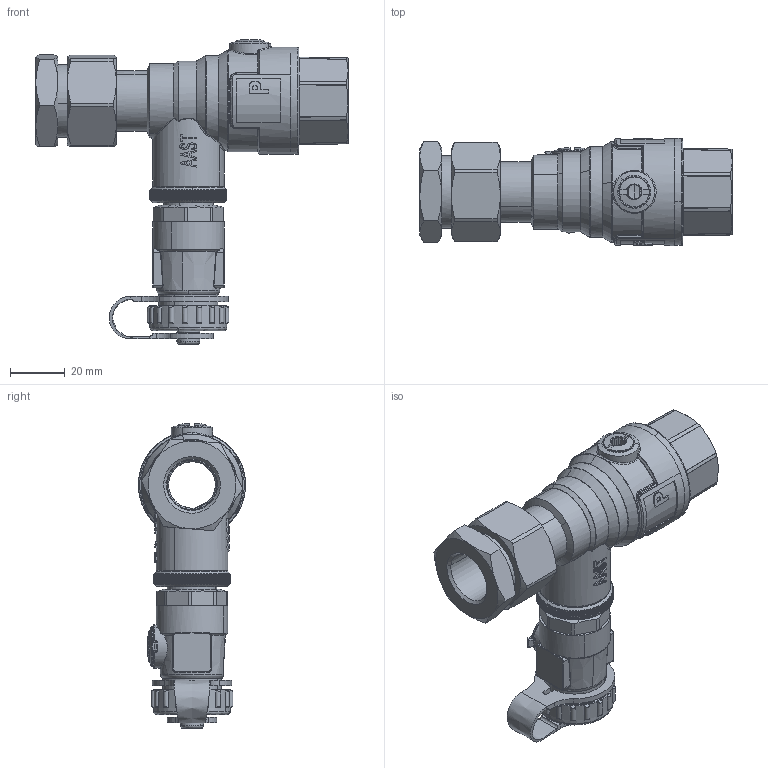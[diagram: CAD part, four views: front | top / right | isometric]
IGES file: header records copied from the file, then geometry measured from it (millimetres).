
Global section: file name: No Iges File Name specified; native system: Autodesk Inventor 2009; preprocessor: AutoDesk Inventor Iges Exporter R2009; author: CADJOBServer; date: 20091109.124937; units: millimetre
Bounding box: 113.65 x 38.99 x 110.9 mm (x, y, z)
Volume: 84239.1 mm3; surface area: 47754.2 mm2
Topology: 6 solids, 9 shells, 1661 faces, 4651 edges, 3019 vertices
Faces by surface type: plane 721, cylinder 299, bspline 284, revolution 211, cone 134, sphere 12
Full cylindrical faces by diameter (mm): 37 x1
